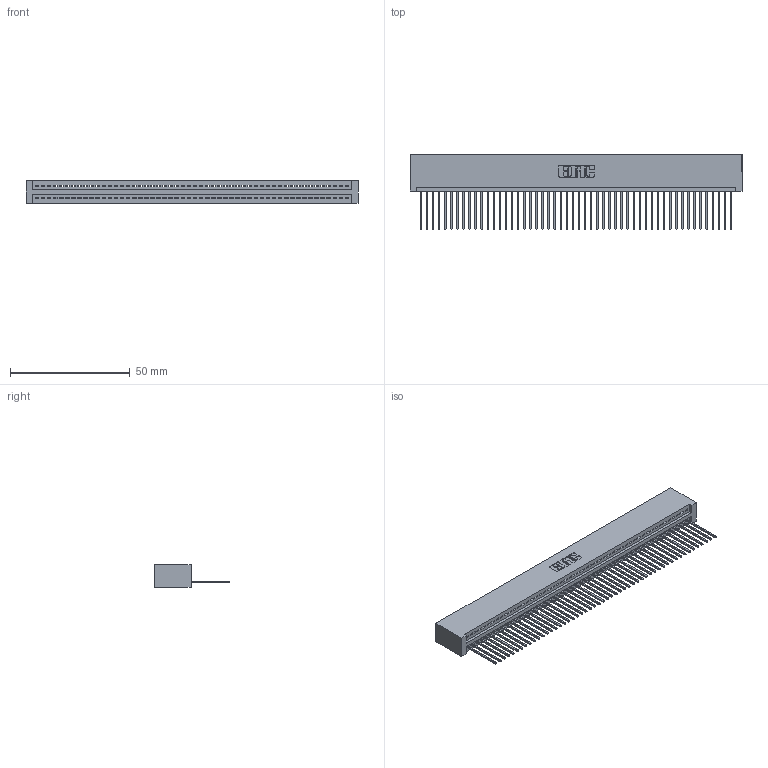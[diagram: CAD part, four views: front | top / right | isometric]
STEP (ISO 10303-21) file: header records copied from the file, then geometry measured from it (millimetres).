
FILE_DESCRIPTION (( 'STEP AP203' ), '1' );
FILE_NAME ('395-052-542-101.STEP', '2018-11-20T23:55:19', ( '' ), ( '' ), 'SwSTEP 2.0', 'SolidWorks 2016', '' );
FILE_SCHEMA (( 'CONFIG_CONTROL_DESIGN' ));
Length unit declared in the file: inch
Products named in the file (3): 395-052-542-101; 345 Part_No Mounting Lugs; 345-292-001_345-293-142
Assembly tree (53 placements, depth 2):
  395-052-542-101
    345 Part_No Mounting Lugs
    345-292-001_345-293-142  x52
Bounding box: 138.68 x 31.29 x 9.4 mm (x, y, z)
Volume: 13954.3 mm3; surface area: 19601.7 mm2
Topology: 53 solids, 53 shells, 3134 faces, 9469 edges, 6242 vertices
Faces by surface type: plane 2156, cylinder 978
Entity records: 37531 total; most frequent: CARTESIAN_POINT 6508, ORIENTED_EDGE 6494, DIRECTION 5663, EDGE_CURVE 3247, LINE 2915, VECTOR 2915, VERTEX_POINT 2162, AXIS2_PLACEMENT_3D 1374
